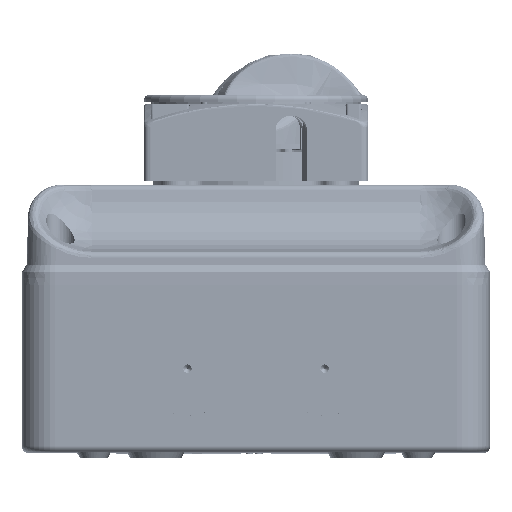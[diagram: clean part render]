
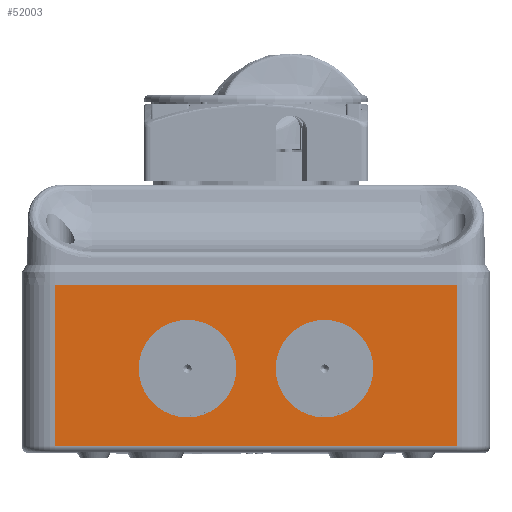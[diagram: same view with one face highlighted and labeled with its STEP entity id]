
A CAD part, top view. The second image highlights one B-rep face of the part: STEP entity #52003.
In plain terms, the highlighted planar face has unit normal (0, 0, 1).
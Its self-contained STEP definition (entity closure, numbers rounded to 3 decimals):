
#1665=DIRECTION('',(1.,0.,0.));
#1666=VECTOR('',#1665,120.);
#1667=CARTESIAN_POINT('',(-60.,50.,82.5));
#1668=LINE('',#1667,#1666);
#8756=DIRECTION('',(0.,-1.,0.));
#8757=VECTOR('',#8756,48.);
#8758=CARTESIAN_POINT('',(-60.,50.,82.5));
#8759=LINE('',#8758,#8757);
#10183=DIRECTION('',(-1.,0.,0.));
#10184=VECTOR('',#10183,120.);
#10185=CARTESIAN_POINT('',(60.,2.,82.5));
#10186=LINE('',#10185,#10184);
#10212=CARTESIAN_POINT('',(20.5,25.,82.5));
#10213=DIRECTION('',(0.,0.,1.));
#10214=DIRECTION('',(1.,0.,0.));
#10215=AXIS2_PLACEMENT_3D('',#10212,#10213,#10214);
#10217=CARTESIAN_POINT('',(20.5,25.,82.5));
#10218=DIRECTION('',(0.,0.,1.));
#10219=DIRECTION('',(-1.,0.,0.));
#10220=AXIS2_PLACEMENT_3D('',#10217,#10218,#10219);
#10222=CARTESIAN_POINT('',(-20.5,25.,82.5));
#10223=DIRECTION('',(0.,0.,1.));
#10224=DIRECTION('',(1.,0.,0.));
#10225=AXIS2_PLACEMENT_3D('',#10222,#10223,#10224);
#10227=CARTESIAN_POINT('',(-20.5,25.,82.5));
#10228=DIRECTION('',(0.,0.,1.));
#10229=DIRECTION('',(-1.,0.,0.));
#10230=AXIS2_PLACEMENT_3D('',#10227,#10228,#10229);
#11820=DIRECTION('',(0.,-1.,0.));
#11821=VECTOR('',#11820,48.);
#11822=CARTESIAN_POINT('',(60.,50.,82.5));
#11823=LINE('',#11822,#11821);
#31192=CARTESIAN_POINT('',(-60.,50.,82.5));
#31194=VERTEX_POINT('',#31192);
#31195=CARTESIAN_POINT('',(60.,50.,82.5));
#31197=VERTEX_POINT('',#31195);
#31209=CARTESIAN_POINT('',(60.,2.,82.5));
#31210=VERTEX_POINT('',#31209);
#31213=CARTESIAN_POINT('',(-60.,2.,82.5));
#31214=VERTEX_POINT('',#31213);
#32971=CARTESIAN_POINT('',(35.1,25.,82.5));
#32972=CARTESIAN_POINT('',(5.9,25.,82.5));
#32973=VERTEX_POINT('',#32971);
#32974=VERTEX_POINT('',#32972);
#32975=CARTESIAN_POINT('',(-5.9,25.,82.5));
#32976=CARTESIAN_POINT('',(-35.1,25.,82.5));
#32977=VERTEX_POINT('',#32975);
#32978=VERTEX_POINT('',#32976);
#51979=CARTESIAN_POINT('',(-70.,0.,82.5));
#51980=DIRECTION('',(0.,0.,1.));
#51981=DIRECTION('',(1.,0.,0.));
#51982=AXIS2_PLACEMENT_3D('',#51979,#51980,#51981);
#51983=PLANE('',#51982);
#51984=ORIENTED_EDGE('',*,*,#51973,.T.);
#51985=ORIENTED_EDGE('',*,*,#51095,.F.);
#51986=ORIENTED_EDGE('',*,*,#42200,.T.);
#51988=ORIENTED_EDGE('',*,*,#51987,.T.);
#51989=EDGE_LOOP('',(#51984,#51985,#51986,#51988));
#51990=FACE_OUTER_BOUND('',#51989,.F.);
#51992=ORIENTED_EDGE('',*,*,#51991,.T.);
#51994=ORIENTED_EDGE('',*,*,#51993,.T.);
#51995=EDGE_LOOP('',(#51992,#51994));
#51996=FACE_BOUND('',#51995,.F.);
#51998=ORIENTED_EDGE('',*,*,#51997,.T.);
#52000=ORIENTED_EDGE('',*,*,#51999,.T.);
#52001=EDGE_LOOP('',(#51998,#52000));
#52002=FACE_BOUND('',#52001,.F.);
#10216=CIRCLE('',#10215,14.6);
#10221=CIRCLE('',#10220,14.6);
#10226=CIRCLE('',#10225,14.6);
#10231=CIRCLE('',#10230,14.6);
#42200=EDGE_CURVE('',#31194,#31197,#1668,.T.);
#51095=EDGE_CURVE('',#31194,#31214,#8759,.T.);
#51973=EDGE_CURVE('',#31210,#31214,#10186,.T.);
#51987=EDGE_CURVE('',#31197,#31210,#11823,.T.);
#51991=EDGE_CURVE('',#32973,#32974,#10216,.T.);
#51993=EDGE_CURVE('',#32974,#32973,#10221,.T.);
#51997=EDGE_CURVE('',#32977,#32978,#10226,.T.);
#51999=EDGE_CURVE('',#32978,#32977,#10231,.T.);
#52003=ADVANCED_FACE('',(#51990,#51996,#52002),#51983,.T.);
